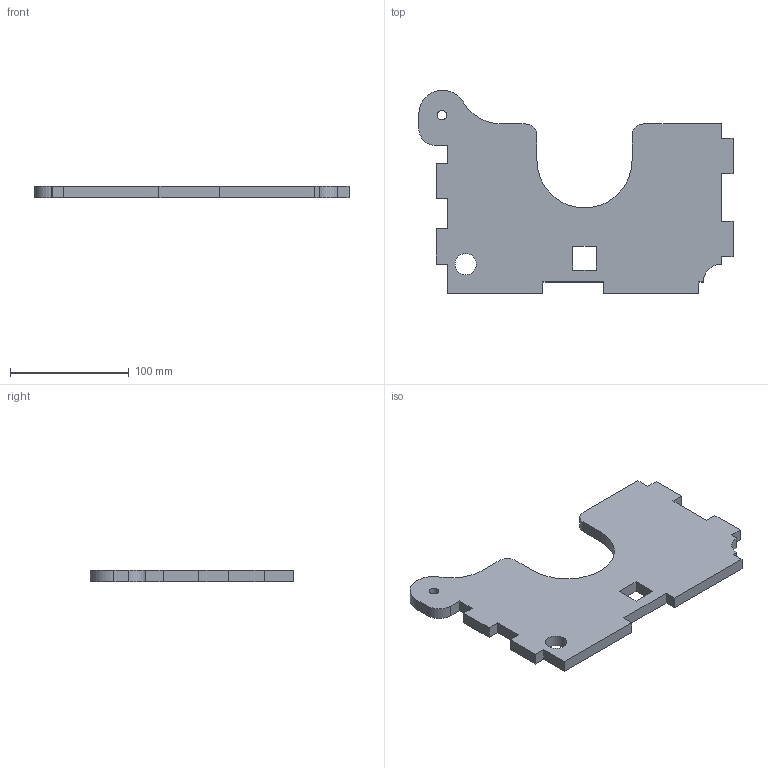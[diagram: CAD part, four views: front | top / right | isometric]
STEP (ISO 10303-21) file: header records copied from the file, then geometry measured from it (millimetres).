
FILE_DESCRIPTION(('FreeCAD Model'),'2;1');
FILE_NAME('Soporte_Leva2.step','2020-04-17T12:10:31',('Author'),(''), 'Open CASCADE STEP processor 7.3','FreeCAD','Unknown');
FILE_SCHEMA(('AUTOMOTIVE_DESIGN { 1 0 10303 214 1 1 1 1 }'));
Length unit declared in the file: millimetre
Products named in the file (1): Fillet
Bounding box: 264.44 x 171.46 x 10 mm (x, y, z)
Volume: 289918.9 mm3; surface area: 69711.4 mm2
Topology: 1 solids, 1 shells, 46 faces, 132 edges, 88 vertices
Faces by surface type: plane 37, cylinder 9
Full cylindrical faces by diameter (mm): 8 x1, 18 x1
Entity records: 3277 total; most frequent: CARTESIAN_POINT 633, DIRECTION 481, LINE 348, VECTOR 348, ORIENTED_EDGE 264, PCURVE 264, DEFINITIONAL_REPRESENTATION 264, EDGE_CURVE 132
